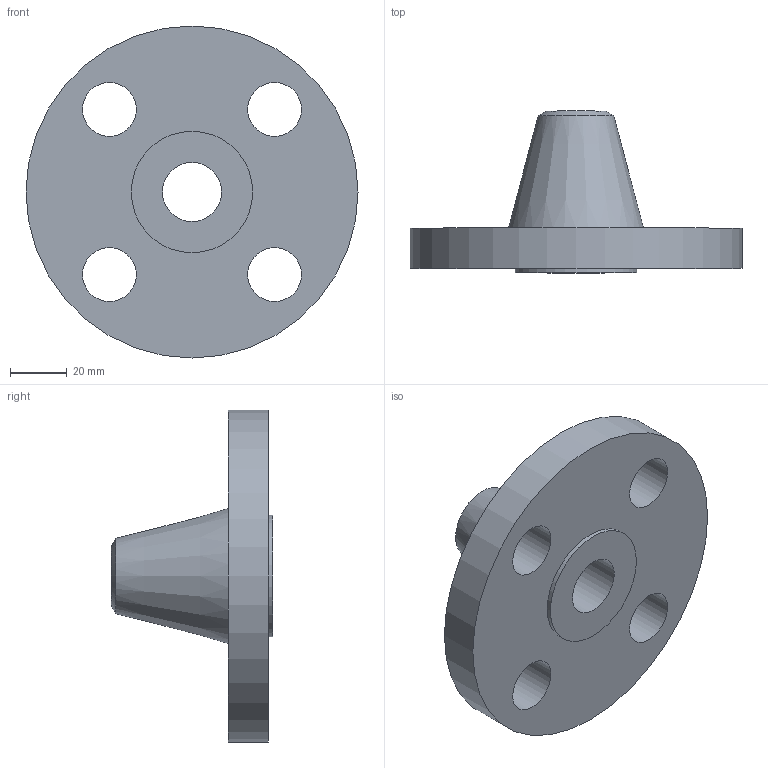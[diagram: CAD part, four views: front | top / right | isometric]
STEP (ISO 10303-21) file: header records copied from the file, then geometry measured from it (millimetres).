
FILE_DESCRIPTION(/* description */ (''),/* implementation_level */ '2;1');
FILE_NAME(/* name */ 'ANSI-B300-0.75W.stp',/* time_stamp */ '2023-11-07T09:24:32-05:00',/* author */ ('Admin'),/* organization */ ('Demo'),/* preprocessor_version */ 'ST-DEVELOPER v19',/* originating_system */ 'Autodesk Inventor 2023',/* authorisation */ '');
FILE_SCHEMA (('AUTOMOTIVE_DESIGN { 1 0 10303 214 3 1 1 }'));
Length unit declared in the file: inch
Products named in the file (1): ANSI-B300-0.75W
Bounding box: 117.35 x 57.21 x 117.35 mm (x, y, z)
Volume: 165522.5 mm3; surface area: 34880.8 mm2
Topology: 1 solids, 1 shells, 12 faces, 25 edges, 16 vertices
Faces by surface type: cylinder 7, plane 3, cone 2
Full cylindrical faces by diameter (mm): 19.05 x4, 20.828 x1, 42.926 x1, 117.348 x1
Entity records: 394 total; most frequent: DIRECTION 67, CARTESIAN_POINT 54, ORIENTED_EDGE 50, AXIS2_PLACEMENT_3D 29, EDGE_CURVE 25, EDGE_LOOP 23, CIRCLE 16, VERTEX_POINT 16
